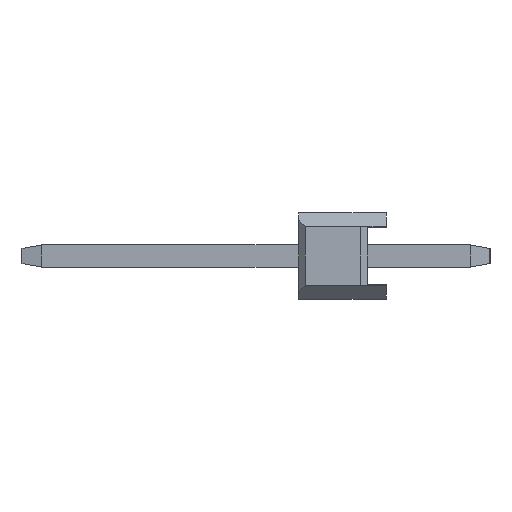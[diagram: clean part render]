
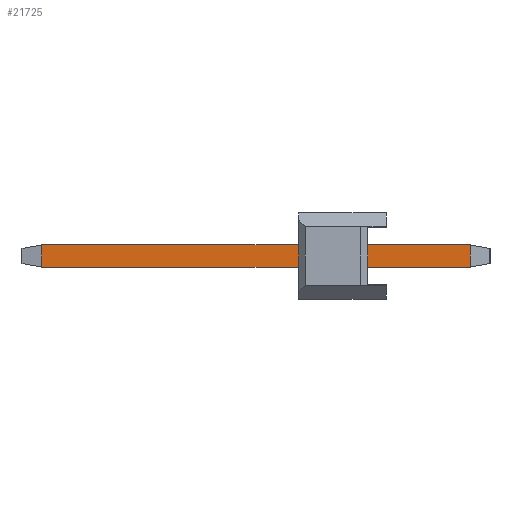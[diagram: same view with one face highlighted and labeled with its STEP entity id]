
A CAD part, left-side view. The second image highlights one B-rep face of the part: STEP entity #21725.
In plain terms, the highlighted planar face has unit normal (-1, 0, 0).
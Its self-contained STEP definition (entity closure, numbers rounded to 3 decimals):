
#490 = PLANE ( 'NONE',  #14561 ) ;
#1195 = LINE ( 'NONE', #10349, #18029 ) ;
#1364 = VECTOR ( 'NONE', #7264, 1000. ) ;
#2302 = EDGE_CURVE ( 'NONE', #11613, #6148, #3978, .T. ) ;
#3978 = LINE ( 'NONE', #13159, #22437 ) ;
#5709 = ORIENTED_EDGE ( 'NONE', *, *, #22915, .F. ) ;
#6012 = EDGE_CURVE ( 'NONE', #6148, #25315, #18233, .T. ) ;
#6148 = VERTEX_POINT ( 'NONE', #16698 ) ;
#6780 = DIRECTION ( 'NONE',  ( 0., 0., 1. ) ) ;
#7031 = ORIENTED_EDGE ( 'NONE', *, *, #2302, .T. ) ;
#7264 = DIRECTION ( 'NONE',  ( 0., 0., -1. ) ) ;
#8698 = CARTESIAN_POINT ( 'NONE',  ( -0.32, -2.433, 0.32 ) ) ;
#9638 = CARTESIAN_POINT ( 'NONE',  ( -0.32, 10.54, 0.32 ) ) ;
#10349 = CARTESIAN_POINT ( 'NONE',  ( -0.32, 10.54, 0.32 ) ) ;
#11234 = ORIENTED_EDGE ( 'NONE', *, *, #6012, .T. ) ;
#11613 = VERTEX_POINT ( 'NONE', #18267 ) ;
#13159 = CARTESIAN_POINT ( 'NONE',  ( -0.32, 10.54, -0.32 ) ) ;
#14561 = AXIS2_PLACEMENT_3D ( 'NONE', #9638, #18828, #28019 ) ;
#15665 = CARTESIAN_POINT ( 'NONE',  ( -0.32, 9.973, 0.32 ) ) ;
#16089 = ORIENTED_EDGE ( 'NONE', *, *, #24618, .T. ) ;
#16698 = CARTESIAN_POINT ( 'NONE',  ( -0.32, -2.433, -0.32 ) ) ;
#18029 = VECTOR ( 'NONE', #19544, 1000. ) ;
#18233 = LINE ( 'NONE', #27428, #19694 ) ;
#18267 = CARTESIAN_POINT ( 'NONE',  ( -0.32, 9.973, -0.32 ) ) ;
#18724 = LINE ( 'NONE', #27920, #1364 ) ;
#18828 = DIRECTION ( 'NONE',  ( 1., 0., 0. ) ) ;
#19544 = DIRECTION ( 'NONE',  ( 0., -1., 0. ) ) ;
#19694 = VECTOR ( 'NONE', #6780, 1000. ) ;
#21095 = FACE_OUTER_BOUND ( 'NONE', #22132, .T. ) ;
#21725 = ADVANCED_FACE ( 'NONE', ( #21095 ), #490, .F. ) ;
#22132 = EDGE_LOOP ( 'NONE', ( #7031, #11234, #5709, #16089 ) ) ;
#22358 = DIRECTION ( 'NONE',  ( 0., -1., 0. ) ) ;
#22437 = VECTOR ( 'NONE', #22358, 1000. ) ;
#22915 = EDGE_CURVE ( 'NONE', #26072, #25315, #1195, .T. ) ;
#24618 = EDGE_CURVE ( 'NONE', #26072, #11613, #18724, .T. ) ;
#25315 = VERTEX_POINT ( 'NONE', #8698 ) ;
#26072 = VERTEX_POINT ( 'NONE', #15665 ) ;
#27428 = CARTESIAN_POINT ( 'NONE',  ( -0.32, -2.433, 0.32 ) ) ;
#27920 = CARTESIAN_POINT ( 'NONE',  ( -0.32, 9.973, -0.32 ) ) ;
#28019 = DIRECTION ( 'NONE',  ( 0., 0., -1. ) ) ;
